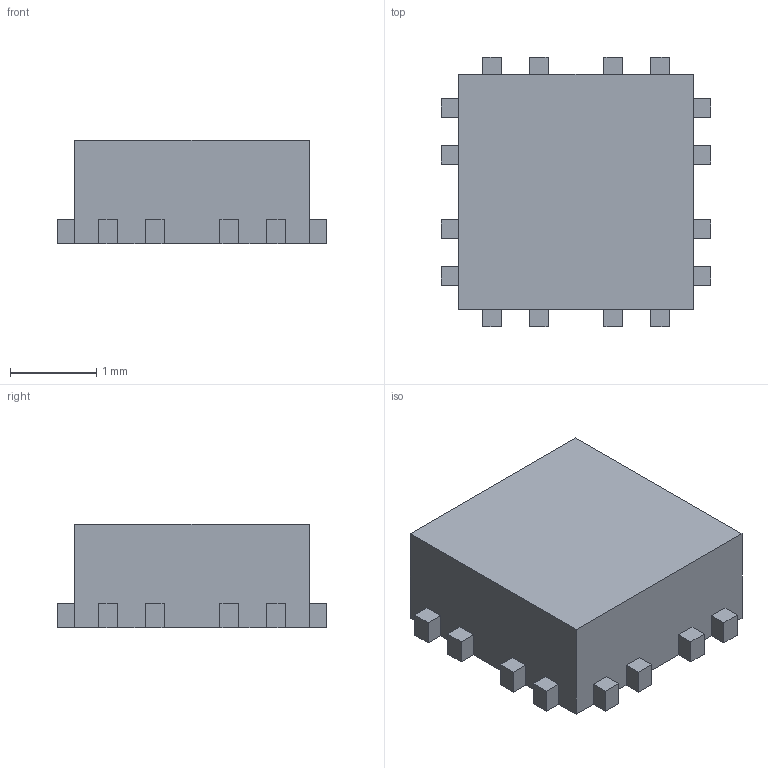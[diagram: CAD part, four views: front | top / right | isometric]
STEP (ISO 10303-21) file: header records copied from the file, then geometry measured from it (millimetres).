
FILE_DESCRIPTION((''),'2;1');
FILE_NAME('REGEL6','2022-02-19T21:11:12',('BenoVidla'),(''),'CREO PARAMETRIC BY PTC INC, 2021063','CREO PARAMETRIC BY PTC INC, 2021063','');
FILE_SCHEMA(('AP242_MANAGED_MODEL_BASED_3D_ENGINEERING_MIM_LF { 1 0 10303 442 1 1 4 }'));
Length unit declared in the file: millimetre
Products named in the file (1): REGEL6
Bounding box: 3.12 x 3.12 x 1.2 mm (x, y, z)
Volume: 9.1 mm3; surface area: 31.1 mm2
Topology: 1 solids, 1 shells, 70 faces, 272 edges, 204 vertices
Faces by surface type: plane 70
Entity records: 3462 total; most frequent: CARTESIAN_POINT 484, DIRECTION 420, ORIENTED_EDGE 408, VECTOR 272, LINE 272, EDGE_CURVE 204, PRESENTATION_STYLE_ASSIGNMENT 139, STYLED_ITEM 139
